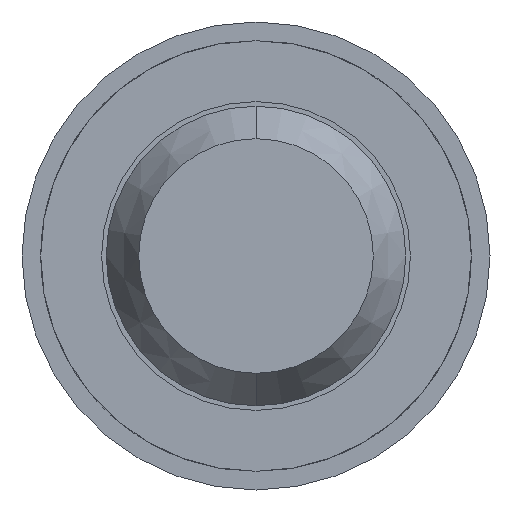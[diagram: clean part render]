
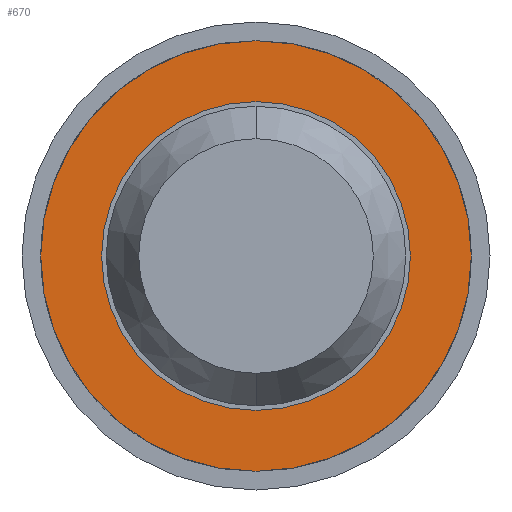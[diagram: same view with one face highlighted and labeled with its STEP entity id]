
A CAD part, front view. The second image highlights one B-rep face of the part: STEP entity #670.
In plain terms, the highlighted planar face has unit normal (0, -1, 0).
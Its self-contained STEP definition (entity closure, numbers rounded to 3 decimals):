
#89 = AXIS2_PLACEMENT_3D ( 'NONE', #2981, #763, #3353 ) ;
#227 = DIRECTION ( 'NONE',  ( 0., 0., 1. ) ) ;
#488 = CARTESIAN_POINT ( 'NONE',  ( 0.825, -1.7, 0. ) ) ;
#511 = EDGE_LOOP ( 'NONE', ( #2156, #4478 ) ) ;
#670 = ADVANCED_FACE ( 'Defeature ausgef�hrt3_14', ( #3744, #1203 ), #2004, .F. ) ;
#704 = AXIS2_PLACEMENT_3D ( 'NONE', #1683, #2425, #2046 ) ;
#758 = EDGE_CURVE ( 'Defeature ausgef�hrt3_10+Defeature ausgef�hrt3_14+Defeature ausgef�hrt3_14+Defeature ausgef�hrt3_14', #1393, #4017, #3043, .T. ) ;
#763 = DIRECTION ( 'NONE',  ( 0., 1., 0. ) ) ;
#907 = DIRECTION ( 'NONE',  ( 0., 1., 0. ) ) ;
#935 = CARTESIAN_POINT ( 'NONE',  ( 0., -1.7, 0. ) ) ;
#1153 = EDGE_CURVE ( 'Defeature ausgef�hrt3_14+Defeature ausgef�hrt3_13+Defeature ausgef�hrt3_13+Defeature ausgef�hrt3_13', #2916, #3942, #1663, .T. ) ;
#1203 = FACE_BOUND ( 'NONE', #511, .T. ) ;
#1374 = EDGE_CURVE ( 'Defeature ausgef�hrt3_10+Defeature ausgef�hrt3_14+Defeature ausgef�hrt3_14+Defeature ausgef�hrt3_14', #4017, #1393, #3657, .T. ) ;
#1393 = VERTEX_POINT ( 'NONE', #1518 ) ;
#1518 = CARTESIAN_POINT ( 'NONE',  ( 0., -1.7, -1.15 ) ) ;
#1592 = DIRECTION ( 'NONE',  ( 0., 1., 0. ) ) ;
#1663 = CIRCLE ( 'NONE', #2424, 0.825 ) ;
#1683 = CARTESIAN_POINT ( 'NONE',  ( 0., -1.7, 0. ) ) ;
#1810 = EDGE_CURVE ( 'Defeature ausgef�hrt3_14+Defeature ausgef�hrt3_13+Defeature ausgef�hrt3_13+Defeature ausgef�hrt3_13', #3942, #2916, #2562, .T. ) ;
#2004 = PLANE ( 'NONE',  #3168 ) ;
#2043 = DIRECTION ( 'NONE',  ( 0., 1., 0. ) ) ;
#2046 = DIRECTION ( 'NONE',  ( 0., 0., 1. ) ) ;
#2140 = ORIENTED_EDGE ( 'NONE', *, *, #1374, .F. ) ;
#2156 = ORIENTED_EDGE ( 'NONE', *, *, #1153, .T. ) ;
#2313 = DIRECTION ( 'NONE',  ( 0., 0., 1. ) ) ;
#2424 = AXIS2_PLACEMENT_3D ( 'NONE', #935, #2043, #227 ) ;
#2425 = DIRECTION ( 'NONE',  ( 0., 1., 0. ) ) ;
#2562 = CIRCLE ( 'NONE', #4805, 0.825 ) ;
#2601 = ORIENTED_EDGE ( 'NONE', *, *, #758, .F. ) ;
#2635 = CARTESIAN_POINT ( 'NONE',  ( 0., -1.7, 0.825 ) ) ;
#2663 = CARTESIAN_POINT ( 'NONE',  ( 0., -1.7, 1.15 ) ) ;
#2916 = VERTEX_POINT ( 'NONE', #2635 ) ;
#2981 = CARTESIAN_POINT ( 'NONE',  ( 0., -1.7, 0. ) ) ;
#3043 = CIRCLE ( 'NONE', #704, 1.15 ) ;
#3058 = CARTESIAN_POINT ( 'NONE',  ( 0., -1.7, 0. ) ) ;
#3168 = AXIS2_PLACEMENT_3D ( 'NONE', #488, #907, #3873 ) ;
#3353 = DIRECTION ( 'NONE',  ( 0., 0., 1. ) ) ;
#3657 = CIRCLE ( 'NONE', #89, 1.15 ) ;
#3744 = FACE_OUTER_BOUND ( 'NONE', #3984, .T. ) ;
#3873 = DIRECTION ( 'NONE',  ( 0., 0., 1. ) ) ;
#3942 = VERTEX_POINT ( 'NONE', #4706 ) ;
#3984 = EDGE_LOOP ( 'NONE', ( #2140, #2601 ) ) ;
#4017 = VERTEX_POINT ( 'NONE', #2663 ) ;
#4478 = ORIENTED_EDGE ( 'NONE', *, *, #1810, .T. ) ;
#4706 = CARTESIAN_POINT ( 'NONE',  ( 0., -1.7, -0.825 ) ) ;
#4805 = AXIS2_PLACEMENT_3D ( 'NONE', #3058, #1592, #2313 ) ;
